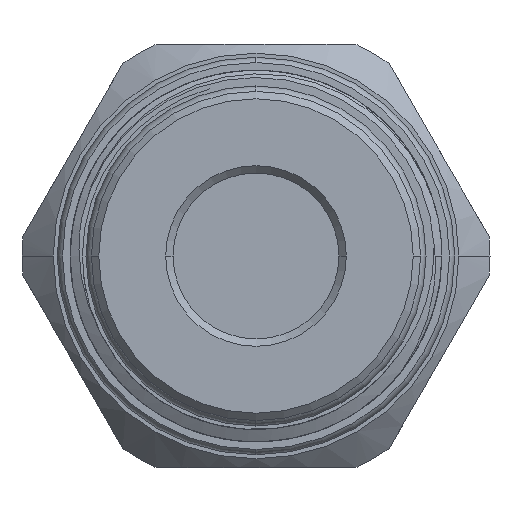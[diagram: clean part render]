
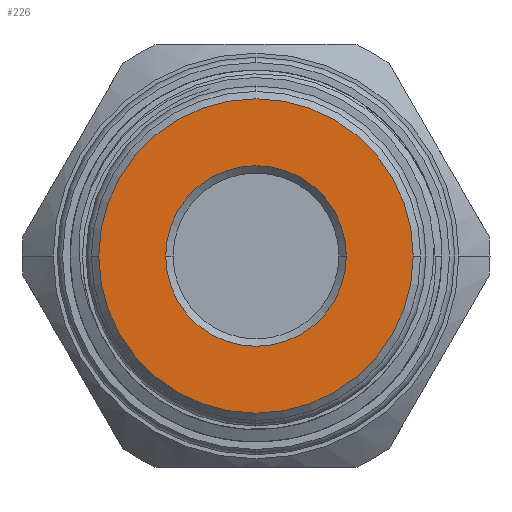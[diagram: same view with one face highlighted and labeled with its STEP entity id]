
A CAD part, left-side view. The second image highlights one B-rep face of the part: STEP entity #226.
In plain terms, the highlighted planar face has unit normal (-1, 0, 0).
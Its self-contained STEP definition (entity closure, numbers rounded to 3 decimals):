
#226 = ADVANCED_FACE ( 'NONE', ( #7534, #9538 ), #9003, .F. ) ;
#1159 = CARTESIAN_POINT ( 'NONE',  ( 3.95, 0., 0. ) ) ;
#2467 = DIRECTION ( 'NONE',  ( 0., -1., 0. ) ) ;
#2629 = AXIS2_PLACEMENT_3D ( 'NONE', #1159, #9533, #7176 ) ;
#2882 = VERTEX_POINT ( 'NONE', #9414 ) ;
#3488 = AXIS2_PLACEMENT_3D ( 'NONE', #13796, #5398, #12697 ) ;
#3542 = VERTEX_POINT ( 'NONE', #11844 ) ;
#4968 = CARTESIAN_POINT ( 'NONE',  ( 3.95, 0., 0. ) ) ;
#5331 = CARTESIAN_POINT ( 'NONE',  ( 3.95, 6.1, 0. ) ) ;
#5398 = DIRECTION ( 'NONE',  ( 1., 0., 0. ) ) ;
#5579 = CIRCLE ( 'NONE', #7212, 6.1 ) ;
#5766 = VERTEX_POINT ( 'NONE', #10340 ) ;
#5909 = CIRCLE ( 'NONE', #2629, 10.615 ) ;
#6664 = EDGE_CURVE ( 'NONE', #3542, #5766, #5909, .T. ) ;
#6909 = CIRCLE ( 'NONE', #13206, 6.1 ) ;
#7176 = DIRECTION ( 'NONE',  ( 0., -1., 0. ) ) ;
#7201 = DIRECTION ( 'NONE',  ( 1., 0., 0. ) ) ;
#7212 = AXIS2_PLACEMENT_3D ( 'NONE', #4968, #9606, #2467 ) ;
#7534 = FACE_BOUND ( 'NONE', #14120, .T. ) ;
#8127 = DIRECTION ( 'NONE',  ( 1., 0., 0. ) ) ;
#8691 = EDGE_CURVE ( 'NONE', #5766, #3542, #14444, .T. ) ;
#9003 = PLANE ( 'NONE',  #3488 ) ;
#9220 = ORIENTED_EDGE ( 'NONE', *, *, #6664, .F. ) ;
#9414 = CARTESIAN_POINT ( 'NONE',  ( 3.95, -6.1, 0. ) ) ;
#9533 = DIRECTION ( 'NONE',  ( 1., 0., 0. ) ) ;
#9538 = FACE_OUTER_BOUND ( 'NONE', #13584, .T. ) ;
#9584 = AXIS2_PLACEMENT_3D ( 'NONE', #10731, #8127, #11748 ) ;
#9606 = DIRECTION ( 'NONE',  ( 1., 0., 0. ) ) ;
#10340 = CARTESIAN_POINT ( 'NONE',  ( 3.95, -10.615, 0. ) ) ;
#10724 = DIRECTION ( 'NONE',  ( 0., -1., 0. ) ) ;
#10731 = CARTESIAN_POINT ( 'NONE',  ( 3.95, 0., 0. ) ) ;
#11748 = DIRECTION ( 'NONE',  ( 0., -1., 0. ) ) ;
#11844 = CARTESIAN_POINT ( 'NONE',  ( 3.95, 10.615, 0. ) ) ;
#12106 = EDGE_CURVE ( 'NONE', #2882, #15019, #6909, .T. ) ;
#12130 = ORIENTED_EDGE ( 'NONE', *, *, #12106, .T. ) ;
#12240 = EDGE_CURVE ( 'NONE', #15019, #2882, #5579, .T. ) ;
#12448 = ORIENTED_EDGE ( 'NONE', *, *, #12240, .T. ) ;
#12697 = DIRECTION ( 'NONE',  ( 0., -1., 0. ) ) ;
#13206 = AXIS2_PLACEMENT_3D ( 'NONE', #14482, #7201, #10724 ) ;
#13584 = EDGE_LOOP ( 'NONE', ( #14494, #9220 ) ) ;
#13796 = CARTESIAN_POINT ( 'NONE',  ( 3.95, 0., 0. ) ) ;
#14120 = EDGE_LOOP ( 'NONE', ( #12448, #12130 ) ) ;
#14444 = CIRCLE ( 'NONE', #9584, 10.615 ) ;
#14482 = CARTESIAN_POINT ( 'NONE',  ( 3.95, 0., 0. ) ) ;
#14494 = ORIENTED_EDGE ( 'NONE', *, *, #8691, .F. ) ;
#15019 = VERTEX_POINT ( 'NONE', #5331 ) ;
